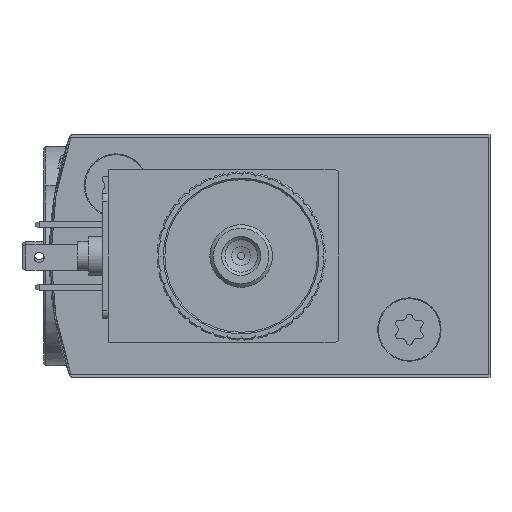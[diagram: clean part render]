
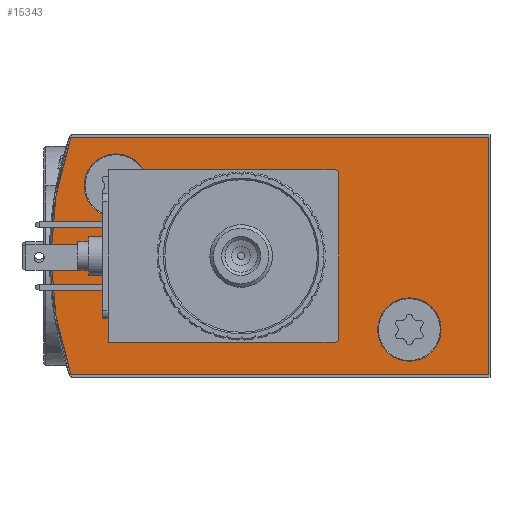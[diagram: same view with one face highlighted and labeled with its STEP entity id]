
A CAD part, left-side view. The second image highlights one B-rep face of the part: STEP entity #15343.
In plain terms, the highlighted planar face has unit normal (-1, 0, 0).
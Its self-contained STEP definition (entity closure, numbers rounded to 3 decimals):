
#1194=LINE('',#26898,#2549);
#1202=LINE('',#26932,#2557);
#1208=LINE('',#26949,#2563);
#2549=VECTOR('',#22135,1000.);
#2557=VECTOR('',#22167,1000.);
#2563=VECTOR('',#22183,1000.);
#5051=ORIENTED_EDGE('',*,*,#8585,.F.);
#5052=ORIENTED_EDGE('',*,*,#8586,.T.);
#5053=ORIENTED_EDGE('',*,*,#8587,.T.);
#5054=ORIENTED_EDGE('',*,*,#8546,.F.);
#5055=ORIENTED_EDGE('',*,*,#8479,.F.);
#5056=ORIENTED_EDGE('',*,*,#8581,.F.);
#5057=ORIENTED_EDGE('',*,*,#8578,.F.);
#5058=ORIENTED_EDGE('',*,*,#8568,.F.);
#5059=ORIENTED_EDGE('',*,*,#8549,.F.);
#8479=EDGE_CURVE('',#10418,#10419,#11605,.T.);
#8546=EDGE_CURVE('',#10419,#10478,#11642,.T.);
#8549=EDGE_CURVE('',#10478,#10480,#1194,.T.);
#8568=EDGE_CURVE('',#10480,#10494,#1202,.T.);
#8578=EDGE_CURVE('',#10494,#10500,#1208,.T.);
#8581=EDGE_CURVE('',#10500,#10418,#11659,.T.);
#8585=EDGE_CURVE('',#10504,#10504,#11663,.F.);
#8586=EDGE_CURVE('',#10505,#10505,#11664,.T.);
#8587=EDGE_CURVE('',#10506,#10506,#11665,.T.);
#10418=VERTEX_POINT('',#26753);
#10419=VERTEX_POINT('',#26754);
#10478=VERTEX_POINT('',#26893);
#10480=VERTEX_POINT('',#26899);
#10494=VERTEX_POINT('',#26933);
#10500=VERTEX_POINT('',#26950);
#10504=VERTEX_POINT('',#26964);
#10505=VERTEX_POINT('',#26966);
#10506=VERTEX_POINT('',#26968);
#11605=CIRCLE('',#19227,46.5);
#11642=CIRCLE('',#19277,0.2);
#11659=CIRCLE('',#19298,0.2);
#11663=CIRCLE('',#19304,5.);
#11664=CIRCLE('',#19305,4.05);
#11665=CIRCLE('',#19306,4.05);
#12518=EDGE_LOOP('',(#5051));
#12519=EDGE_LOOP('',(#5052));
#12520=EDGE_LOOP('',(#5053));
#12521=EDGE_LOOP('',(#5054,#5055,#5056,#5057,#5058,#5059));
#13723=FACE_BOUND('',#12518,.T.);
#13724=FACE_BOUND('',#12519,.T.);
#13725=FACE_BOUND('',#12520,.T.);
#13726=FACE_BOUND('',#12521,.T.);
#14695=PLANE('',#19303);
#15343=ADVANCED_FACE('',(#13723,#13724,#13725,#13726),#14695,.F.);
#19227=AXIS2_PLACEMENT_3D('',#26752,#21998,#21999);
#19277=AXIS2_PLACEMENT_3D('',#26892,#22128,#22129);
#19298=AXIS2_PLACEMENT_3D('',#26955,#22188,#22189);
#19303=AXIS2_PLACEMENT_3D('',#26962,#22198,#22199);
#19304=AXIS2_PLACEMENT_3D('',#26963,#22200,#22201);
#19305=AXIS2_PLACEMENT_3D('',#26965,#22202,#22203);
#19306=AXIS2_PLACEMENT_3D('',#26967,#22204,#22205);
#21998=DIRECTION('',(1.,0.,0.));
#21999=DIRECTION('',(0.,0.,-1.));
#22128=DIRECTION('',(1.,0.,0.));
#22129=DIRECTION('',(0.,0.,-1.));
#22135=DIRECTION('',(0.,-1.,0.));
#22167=DIRECTION('',(0.,0.,-1.));
#22183=DIRECTION('',(0.,1.,0.));
#22188=DIRECTION('',(1.,0.,0.));
#22189=DIRECTION('',(0.,0.,-1.));
#22198=DIRECTION('',(1.,0.,0.));
#22199=DIRECTION('',(0.,0.,-1.));
#22200=DIRECTION('',(1.,0.,0.));
#22201=DIRECTION('',(0.,0.,-1.));
#22202=DIRECTION('',(1.,0.,0.));
#22203=DIRECTION('',(0.,0.,-1.));
#22204=DIRECTION('',(1.,0.,0.));
#22205=DIRECTION('',(0.,0.,-1.));
#26752=CARTESIAN_POINT('',(0.,9.6,0.));
#26753=CARTESIAN_POINT('',(0.,53.592,-15.065));
#26754=CARTESIAN_POINT('',(0.,53.592,15.065));
#26892=CARTESIAN_POINT('',(0.,53.403,15.));
#26893=CARTESIAN_POINT('',(0.,53.403,15.2));
#26898=CARTESIAN_POINT('',(0.,53.403,15.2));
#26899=CARTESIAN_POINT('',(0.,0.2,15.2));
#26932=CARTESIAN_POINT('',(0.,0.2,15.2));
#26933=CARTESIAN_POINT('',(0.,0.2,-15.2));
#26949=CARTESIAN_POINT('',(0.,0.2,-15.2));
#26950=CARTESIAN_POINT('',(0.,53.403,-15.2));
#26955=CARTESIAN_POINT('',(0.,53.403,-15.));
#26962=CARTESIAN_POINT('',(0.,53.403,15.));
#26963=CARTESIAN_POINT('',(0.,31.8,0.));
#26964=CARTESIAN_POINT('',(0.,31.8,-5.));
#26965=CARTESIAN_POINT('',(0.,47.8,9.));
#26966=CARTESIAN_POINT('',(0.,47.8,4.95));
#26967=CARTESIAN_POINT('',(0.,10.3,-9.4));
#26968=CARTESIAN_POINT('',(0.,10.3,-13.45));
